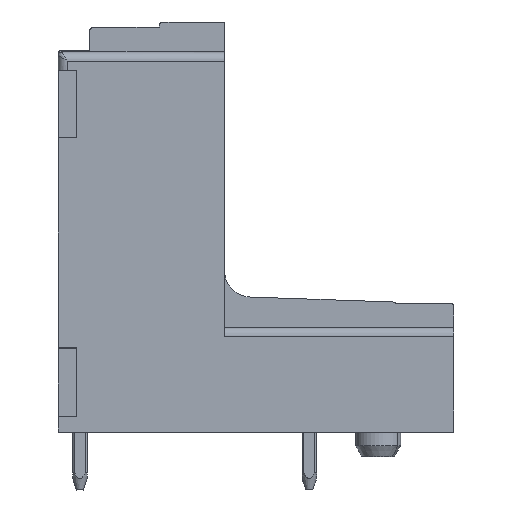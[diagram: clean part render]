
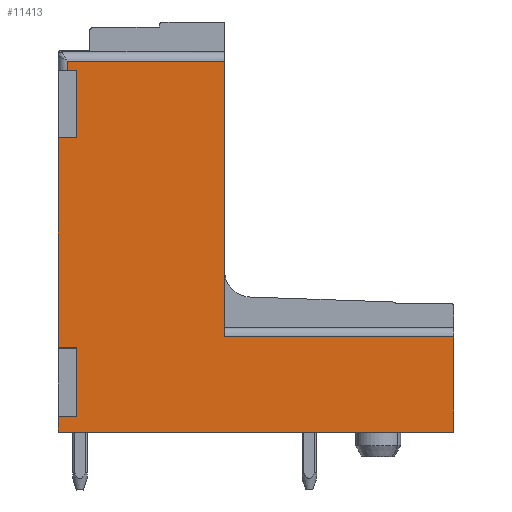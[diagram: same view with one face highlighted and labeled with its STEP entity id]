
A CAD part, left-side view. The second image highlights one B-rep face of the part: STEP entity #11413.
In plain terms, the highlighted planar face has unit normal (-1, 0, 0).
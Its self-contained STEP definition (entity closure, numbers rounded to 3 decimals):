
#11395=AXIS2_PLACEMENT_3D('Plane Axis2P3D',#11392,#11393,#11394) ;
#150=CARTESIAN_POINT('Vertex',(0.,21.9,3.2)) ;
#390=CARTESIAN_POINT('Vertex',(0.,0.,3.2)) ;
#393=CARTESIAN_POINT('Line Origine',(0.,10.95,3.2)) ;
#688=CARTESIAN_POINT('Line Origine',(0.,21.9,3.635)) ;
#692=CARTESIAN_POINT('Vertex',(0.,21.9,4.07)) ;
#762=CARTESIAN_POINT('Vertex',(0.,21.9,7.89)) ;
#765=CARTESIAN_POINT('Line Origine',(0.,21.9,13.695)) ;
#769=CARTESIAN_POINT('Vertex',(0.,21.9,19.5)) ;
#1876=CARTESIAN_POINT('Vertex',(0.,12.7,23.74)) ;
#1879=CARTESIAN_POINT('Line Origine',(0.,12.7,16.12)) ;
#1883=CARTESIAN_POINT('Vertex',(0.,12.7,8.5)) ;
#2608=CARTESIAN_POINT('Vertex',(0.,0.,8.5)) ;
#2611=CARTESIAN_POINT('Line Origine',(0.,0.,5.85)) ;
#5972=CARTESIAN_POINT('Vertex',(0.,21.4,23.74)) ;
#9382=CARTESIAN_POINT('Line Origine',(0.,21.4,13.72)) ;
#9386=CARTESIAN_POINT('Vertex',(0.,21.4,23.24)) ;
#9406=CARTESIAN_POINT('Line Origine',(0.,10.95,23.74)) ;
#9418=CARTESIAN_POINT('Line Origine',(0.,21.4,4.07)) ;
#9422=CARTESIAN_POINT('Vertex',(0.,20.9,4.07)) ;
#9440=CARTESIAN_POINT('Line Origine',(0.,20.9,5.98)) ;
#9444=CARTESIAN_POINT('Vertex',(0.,20.9,7.89)) ;
#9459=CARTESIAN_POINT('Line Origine',(0.,21.4,7.89)) ;
#9471=CARTESIAN_POINT('Line Origine',(0.,21.4,19.5)) ;
#9475=CARTESIAN_POINT('Vertex',(0.,20.9,19.5)) ;
#9493=CARTESIAN_POINT('Line Origine',(0.,20.9,21.37)) ;
#9497=CARTESIAN_POINT('Vertex',(0.,20.9,23.24)) ;
#9512=CARTESIAN_POINT('Line Origine',(0.,21.15,23.24)) ;
#11208=CARTESIAN_POINT('Line Origine',(0.,10.95,8.5)) ;
#11392=CARTESIAN_POINT('Axis2P3D Location',(0.,0.,0.)) ;
#394=DIRECTION('Vector Direction',(0.,1.,0.)) ;
#689=DIRECTION('Vector Direction',(0.,0.,1.)) ;
#766=DIRECTION('Vector Direction',(0.,0.,1.)) ;
#1880=DIRECTION('Vector Direction',(0.,0.,-1.)) ;
#2612=DIRECTION('Vector Direction',(0.,0.,-1.)) ;
#9383=DIRECTION('Vector Direction',(0.,0.,-1.)) ;
#9407=DIRECTION('Vector Direction',(0.,-1.,0.)) ;
#9419=DIRECTION('Vector Direction',(0.,-1.,0.)) ;
#9441=DIRECTION('Vector Direction',(0.,0.,-1.)) ;
#9460=DIRECTION('Vector Direction',(0.,1.,0.)) ;
#9472=DIRECTION('Vector Direction',(0.,-1.,0.)) ;
#9494=DIRECTION('Vector Direction',(0.,0.,-1.)) ;
#9513=DIRECTION('Vector Direction',(0.,1.,0.)) ;
#11209=DIRECTION('Vector Direction',(0.,-1.,0.)) ;
#11393=DIRECTION('Axis2P3D Direction',(-1.,0.,0.)) ;
#11394=DIRECTION('Axis2P3D XDirection',(0.,-1.,0.)) ;
#395=VECTOR('Line Direction',#394,1.) ;
#690=VECTOR('Line Direction',#689,1.) ;
#767=VECTOR('Line Direction',#766,1.) ;
#1881=VECTOR('Line Direction',#1880,1.) ;
#2613=VECTOR('Line Direction',#2612,1.) ;
#9384=VECTOR('Line Direction',#9383,1.) ;
#9408=VECTOR('Line Direction',#9407,1.) ;
#9420=VECTOR('Line Direction',#9419,1.) ;
#9442=VECTOR('Line Direction',#9441,1.) ;
#9461=VECTOR('Line Direction',#9460,1.) ;
#9473=VECTOR('Line Direction',#9472,1.) ;
#9495=VECTOR('Line Direction',#9494,1.) ;
#9514=VECTOR('Line Direction',#9513,1.) ;
#11210=VECTOR('Line Direction',#11209,1.) ;
#11398=ORIENTED_EDGE('',*,*,#9516,.T.) ;
#11399=ORIENTED_EDGE('',*,*,#9499,.T.) ;
#11400=ORIENTED_EDGE('',*,*,#9477,.T.) ;
#11401=ORIENTED_EDGE('',*,*,#771,.T.) ;
#11402=ORIENTED_EDGE('',*,*,#9463,.T.) ;
#11403=ORIENTED_EDGE('',*,*,#9446,.T.) ;
#11404=ORIENTED_EDGE('',*,*,#9424,.T.) ;
#11405=ORIENTED_EDGE('',*,*,#694,.T.) ;
#11406=ORIENTED_EDGE('',*,*,#397,.T.) ;
#11407=ORIENTED_EDGE('',*,*,#2615,.T.) ;
#11408=ORIENTED_EDGE('',*,*,#11212,.T.) ;
#11409=ORIENTED_EDGE('',*,*,#1885,.F.) ;
#11410=ORIENTED_EDGE('',*,*,#9410,.T.) ;
#11411=ORIENTED_EDGE('',*,*,#9388,.T.) ;
#11413=ADVANCED_FACE('HOUSING',(#11412),#11396,.T.) ;
#397=EDGE_CURVE('',#151,#391,#396,.F.) ;
#694=EDGE_CURVE('',#693,#151,#691,.F.) ;
#771=EDGE_CURVE('',#770,#763,#768,.F.) ;
#1885=EDGE_CURVE('',#1877,#1884,#1882,.T.) ;
#2615=EDGE_CURVE('',#391,#2609,#2614,.F.) ;
#9388=EDGE_CURVE('',#5973,#9387,#9385,.T.) ;
#9410=EDGE_CURVE('',#1877,#5973,#9409,.F.) ;
#9424=EDGE_CURVE('',#9423,#693,#9421,.F.) ;
#9446=EDGE_CURVE('',#9445,#9423,#9443,.T.) ;
#9463=EDGE_CURVE('',#763,#9445,#9462,.F.) ;
#9477=EDGE_CURVE('',#9476,#770,#9474,.F.) ;
#9499=EDGE_CURVE('',#9498,#9476,#9496,.T.) ;
#9516=EDGE_CURVE('',#9387,#9498,#9515,.F.) ;
#11212=EDGE_CURVE('',#2609,#1884,#11211,.F.) ;
#11397=EDGE_LOOP('',(#11398,#11399,#11400,#11401,#11402,#11403,#11404,#11405,#11406,#11407,#11408,#11409,#11410,#11411)) ;
#11412=FACE_OUTER_BOUND('',#11397,.T.) ;
#396=LINE('Line',#393,#395) ;
#691=LINE('Line',#688,#690) ;
#768=LINE('Line',#765,#767) ;
#1882=LINE('Line',#1879,#1881) ;
#2614=LINE('Line',#2611,#2613) ;
#9385=LINE('Line',#9382,#9384) ;
#9409=LINE('Line',#9406,#9408) ;
#9421=LINE('Line',#9418,#9420) ;
#9443=LINE('Line',#9440,#9442) ;
#9462=LINE('Line',#9459,#9461) ;
#9474=LINE('Line',#9471,#9473) ;
#9496=LINE('Line',#9493,#9495) ;
#9515=LINE('Line',#9512,#9514) ;
#11211=LINE('Line',#11208,#11210) ;
#11396=PLANE('',#11395) ;
#151=VERTEX_POINT('',#150) ;
#391=VERTEX_POINT('',#390) ;
#693=VERTEX_POINT('',#692) ;
#763=VERTEX_POINT('',#762) ;
#770=VERTEX_POINT('',#769) ;
#1877=VERTEX_POINT('',#1876) ;
#1884=VERTEX_POINT('',#1883) ;
#2609=VERTEX_POINT('',#2608) ;
#5973=VERTEX_POINT('',#5972) ;
#9387=VERTEX_POINT('',#9386) ;
#9423=VERTEX_POINT('',#9422) ;
#9445=VERTEX_POINT('',#9444) ;
#9476=VERTEX_POINT('',#9475) ;
#9498=VERTEX_POINT('',#9497) ;
